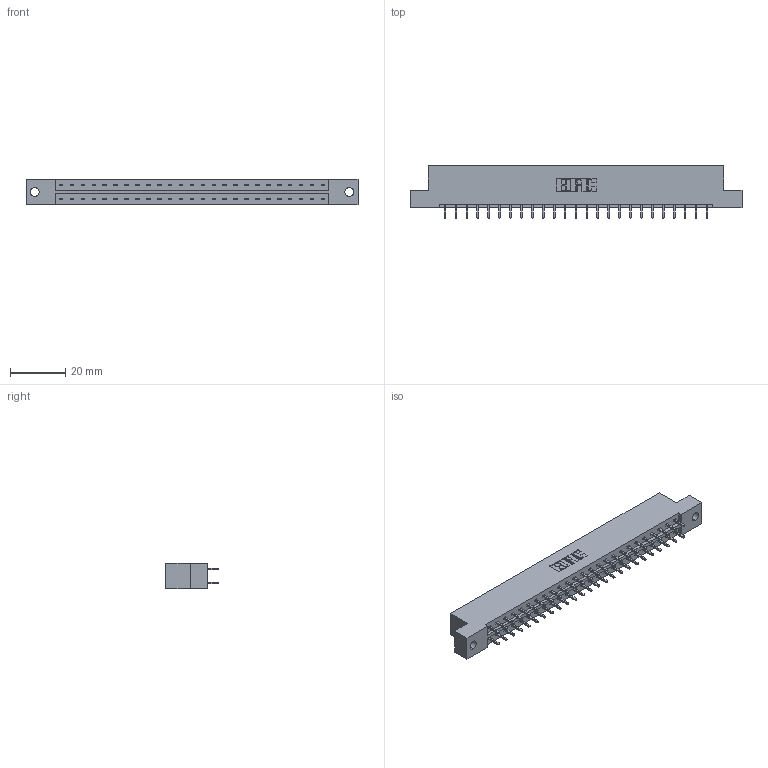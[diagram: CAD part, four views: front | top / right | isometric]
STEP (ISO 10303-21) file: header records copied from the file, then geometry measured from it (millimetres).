
FILE_DESCRIPTION (( 'STEP AP203' ), '1' );
FILE_NAME ('333-050-521-202.STEP', '2018-08-04T00:32:30', ( '' ), ( '' ), 'SwSTEP 2.0', 'SolidWorks 2016', '' );
FILE_SCHEMA (( 'CONFIG_CONTROL_DESIGN' ));
Length unit declared in the file: inch
Products named in the file (3): 333 Part_Flush - .128 Dia; 345-292-001_345-293-121; 333-050-521-202
Assembly tree (51 placements, depth 2):
  333-050-521-202
    333 Part_Flush - .128 Dia
    345-292-001_345-293-121  x50
Bounding box: 120.6 x 19.06 x 9.4 mm (x, y, z)
Volume: 12096.4 mm3; surface area: 13701.1 mm2
Topology: 51 solids, 51 shells, 2714 faces, 8061 edges, 5306 vertices
Faces by surface type: plane 1870, cylinder 844
Entity records: 18303 total; most frequent: CARTESIAN_POINT 3054, ORIENTED_EDGE 2990, DIRECTION 2639, EDGE_CURVE 1495, VECTOR 1367, LINE 1367, VERTEX_POINT 994, AXIS2_PLACEMENT_3D 636
